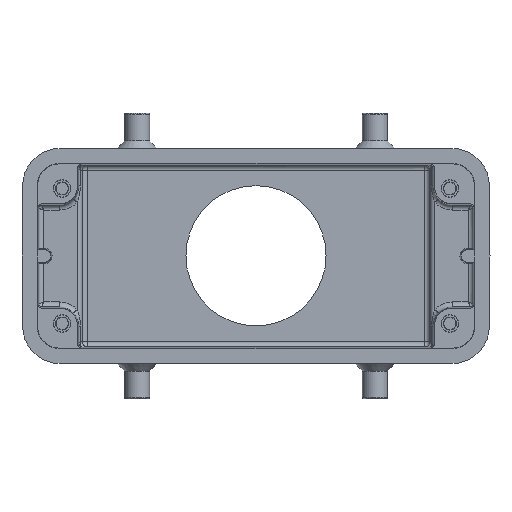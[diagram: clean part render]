
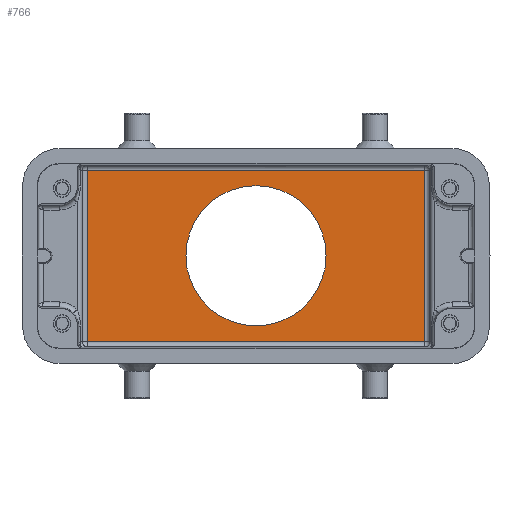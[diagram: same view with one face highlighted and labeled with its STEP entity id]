
A CAD part, front view. The second image highlights one B-rep face of the part: STEP entity #766.
In plain terms, the highlighted planar face has unit normal (0, -1, 0).
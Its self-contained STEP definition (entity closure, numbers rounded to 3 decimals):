
#289=FACE_BOUND('',#1533,.T.);
#290=FACE_BOUND('',#1534,.T.);
#467=PLANE('',#6562);
#766=ADVANCED_FACE('',(#289,#290),#467,.F.);
#1533=EDGE_LOOP('',(#2700));
#1534=EDGE_LOOP('',(#2701,#2702,#2703,#2704));
#1797=CIRCLE('',#6461,14.);
#2700=ORIENTED_EDGE('',*,*,#4511,.F.);
#2701=ORIENTED_EDGE('',*,*,#4650,.T.);
#2702=ORIENTED_EDGE('',*,*,#4536,.T.);
#2703=ORIENTED_EDGE('',*,*,#4649,.T.);
#2704=ORIENTED_EDGE('',*,*,#4651,.T.);
#3856=VERTEX_POINT('',#9561);
#3877=VERTEX_POINT('',#9614);
#3881=VERTEX_POINT('',#9622);
#3945=VERTEX_POINT('',#10235);
#3946=VERTEX_POINT('',#10241);
#4511=EDGE_CURVE('',#3856,#3856,#1797,.T.);
#4536=EDGE_CURVE('',#3877,#3881,#5323,.T.);
#4649=EDGE_CURVE('',#3881,#3945,#5378,.T.);
#4650=EDGE_CURVE('',#3946,#3877,#5379,.T.);
#4651=EDGE_CURVE('',#3945,#3946,#5380,.T.);
#5323=LINE('',#9623,#5933);
#5378=LINE('',#10238,#5988);
#5379=LINE('',#10240,#5989);
#5380=LINE('',#10242,#5990);
#5933=VECTOR('',#7449,1.);
#5988=VECTOR('',#7646,1.);
#5989=VECTOR('',#7649,1.);
#5990=VECTOR('',#7650,1.);
#6461=AXIS2_PLACEMENT_3D('',#9560,#7383,#7384);
#6562=AXIS2_PLACEMENT_3D('',#10243,#7651,#7652);
#7383=DIRECTION('',(0.,-1.,0.));
#7384=DIRECTION('',(0.,0.,1.));
#7449=DIRECTION('',(-1.,0.,0.));
#7646=DIRECTION('',(0.,0.,-1.));
#7649=DIRECTION('',(0.,0.,1.));
#7650=DIRECTION('',(1.,0.,0.));
#7651=DIRECTION('',(0.,1.,0.));
#7652=DIRECTION('',(0.,0.,1.));
#9560=CARTESIAN_POINT('',(0.,42.,0.049));
#9561=CARTESIAN_POINT('',(0.,42.,14.049));
#9614=CARTESIAN_POINT('',(33.75,42.,17.142));
#9622=CARTESIAN_POINT('',(-33.75,42.,17.142));
#9623=CARTESIAN_POINT('',(33.75,42.,17.142));
#10235=CARTESIAN_POINT('',(-33.75,42.,-17.142));
#10238=CARTESIAN_POINT('',(-33.75,42.,-18.5));
#10240=CARTESIAN_POINT('',(33.75,42.,-18.5));
#10241=CARTESIAN_POINT('',(33.75,42.,-17.142));
#10242=CARTESIAN_POINT('',(43.75,42.,-17.142));
#10243=CARTESIAN_POINT('',(43.75,42.,-18.5));
